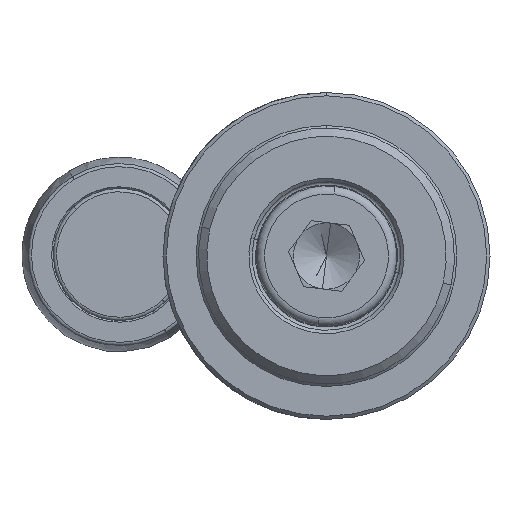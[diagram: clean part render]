
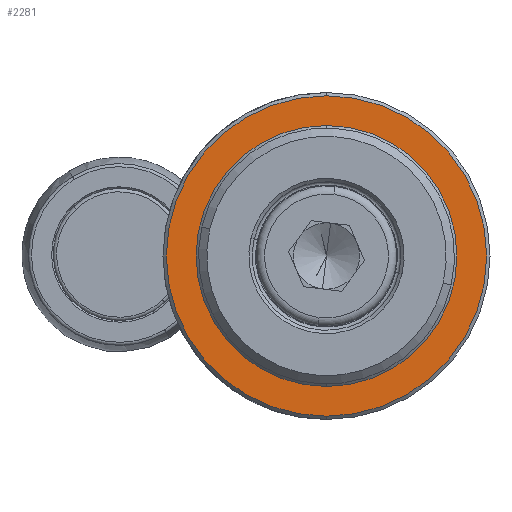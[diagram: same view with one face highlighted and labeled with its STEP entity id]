
A CAD part, front view. The second image highlights one B-rep face of the part: STEP entity #2281.
In plain terms, the highlighted face is planar.
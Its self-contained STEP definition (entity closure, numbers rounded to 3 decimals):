
#66 = CARTESIAN_POINT ( 'NONE',  ( 0., 12., 7.9 ) ) ;
#125 = DIRECTION ( 'NONE',  ( 0., 0., 1. ) ) ;
#492 = CARTESIAN_POINT ( 'NONE',  ( 0., 12., 0. ) ) ;
#559 = CARTESIAN_POINT ( 'NONE',  ( 0., 12., 0. ) ) ;
#561 = AXIS2_PLACEMENT_3D ( 'NONE', #1540, #3114, #1849 ) ;
#587 = ORIENTED_EDGE ( 'NONE', *, *, #4907, .T. ) ;
#648 = FACE_BOUND ( 'NONE', #5071, .T. ) ;
#772 = EDGE_CURVE ( 'NONE', #956, #2054, #3022, .T. ) ;
#880 = VERTEX_POINT ( 'NONE', #66 ) ;
#930 = CIRCLE ( 'NONE', #3811, 7.9 ) ;
#949 = FACE_OUTER_BOUND ( 'NONE', #4425, .T. ) ;
#956 = VERTEX_POINT ( 'NONE', #2771 ) ;
#1485 = ORIENTED_EDGE ( 'NONE', *, *, #4473, .T. ) ;
#1540 = CARTESIAN_POINT ( 'NONE',  ( 0., 12., 0. ) ) ;
#1542 = ORIENTED_EDGE ( 'NONE', *, *, #772, .T. ) ;
#1715 = DIRECTION ( 'NONE',  ( 0., -1., 0. ) ) ;
#1849 = DIRECTION ( 'NONE',  ( 0., 0., 1. ) ) ;
#1882 = AXIS2_PLACEMENT_3D ( 'NONE', #559, #4078, #4597 ) ;
#2054 = VERTEX_POINT ( 'NONE', #3419 ) ;
#2099 = PLANE ( 'NONE',  #4945 ) ;
#2216 = DIRECTION ( 'NONE',  ( 0., 1., 0. ) ) ;
#2281 = ADVANCED_FACE ( 'NONE', ( #648, #949 ), #2099, .T. ) ;
#2283 = EDGE_CURVE ( 'NONE', #880, #2630, #3703, .T. ) ;
#2524 = DIRECTION ( 'NONE',  ( 0., 1., 0. ) ) ;
#2630 = VERTEX_POINT ( 'NONE', #3583 ) ;
#2771 = CARTESIAN_POINT ( 'NONE',  ( 0., 12., -9.7 ) ) ;
#2831 = DIRECTION ( 'NONE',  ( 0., 0., 1. ) ) ;
#3022 = CIRCLE ( 'NONE', #561, 9.7 ) ;
#3051 = ORIENTED_EDGE ( 'NONE', *, *, #2283, .T. ) ;
#3114 = DIRECTION ( 'NONE',  ( 0., 1., 0. ) ) ;
#3419 = CARTESIAN_POINT ( 'NONE',  ( 0., 12., 9.7 ) ) ;
#3583 = CARTESIAN_POINT ( 'NONE',  ( 0., 12., -7.9 ) ) ;
#3699 = DIRECTION ( 'NONE',  ( 0., 0., 1. ) ) ;
#3703 = CIRCLE ( 'NONE', #1882, 7.9 ) ;
#3811 = AXIS2_PLACEMENT_3D ( 'NONE', #492, #1715, #2831 ) ;
#3904 = CIRCLE ( 'NONE', #4558, 9.7 ) ;
#4078 = DIRECTION ( 'NONE',  ( 0., -1., 0. ) ) ;
#4096 = CARTESIAN_POINT ( 'NONE',  ( 0., 12., 0. ) ) ;
#4425 = EDGE_LOOP ( 'NONE', ( #1542, #1485 ) ) ;
#4473 = EDGE_CURVE ( 'NONE', #2054, #956, #3904, .T. ) ;
#4558 = AXIS2_PLACEMENT_3D ( 'NONE', #4835, #2524, #125 ) ;
#4597 = DIRECTION ( 'NONE',  ( 0., 0., 1. ) ) ;
#4835 = CARTESIAN_POINT ( 'NONE',  ( 0., 12., 0. ) ) ;
#4907 = EDGE_CURVE ( 'NONE', #2630, #880, #930, .T. ) ;
#4945 = AXIS2_PLACEMENT_3D ( 'NONE', #4096, #2216, #3699 ) ;
#5071 = EDGE_LOOP ( 'NONE', ( #3051, #587 ) ) ;
